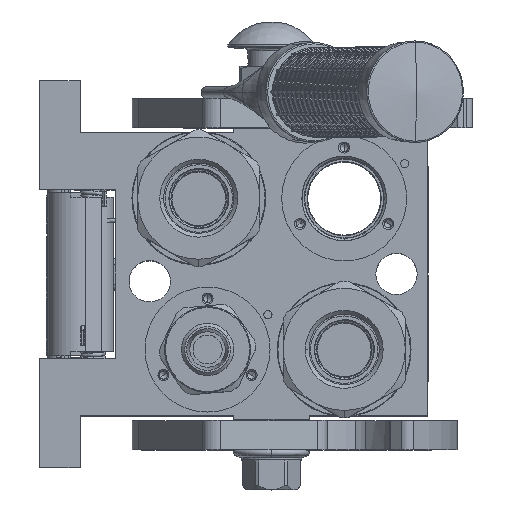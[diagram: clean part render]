
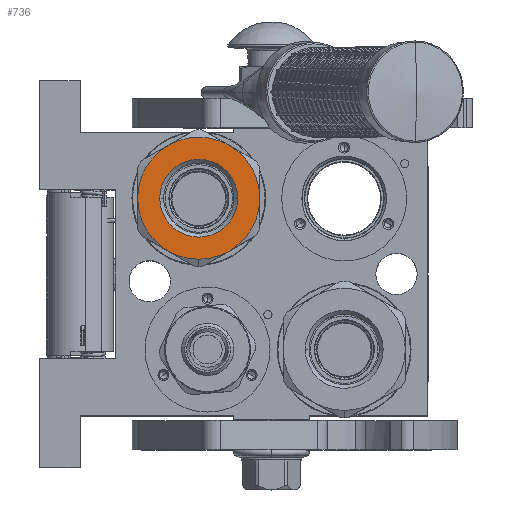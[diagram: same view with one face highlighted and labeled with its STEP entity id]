
A CAD part, top view. The second image highlights one B-rep face of the part: STEP entity #736.
In plain terms, the highlighted face is planar.
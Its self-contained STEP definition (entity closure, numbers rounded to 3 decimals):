
#300 = DIRECTION ( 'NONE',  ( -1., 0., 0. ) ) ;
#555 = DIRECTION ( 'NONE',  ( 0., -1., 0. ) ) ;
#736 = ADVANCED_FACE ( 'NONE', ( #64096, #53804 ), #189596, .F. ) ;
#5682 = EDGE_CURVE ( 'NONE', #164823, #139058, #188882, .T. ) ;
#10988 = AXIS2_PLACEMENT_3D ( 'NONE', #132489, #116567, #84244 ) ;
#11623 = DIRECTION ( 'NONE',  ( -1., 0., 0. ) ) ;
#13563 = DIRECTION ( 'NONE',  ( 1., 0., 0. ) ) ;
#14054 = DIRECTION ( 'NONE',  ( 0., 1., 0. ) ) ;
#21796 = EDGE_CURVE ( 'NONE', #170056, #80081, #27259, .T. ) ;
#27075 = ORIENTED_EDGE ( 'NONE', *, *, #138392, .T. ) ;
#27259 = CIRCLE ( 'NONE', #178478, 21. ) ;
#27847 = ORIENTED_EDGE ( 'NONE', *, *, #5682, .T. ) ;
#32493 = CARTESIAN_POINT ( 'NONE',  ( 100.6, 10.5, 18.187 ) ) ;
#34252 = AXIS2_PLACEMENT_3D ( 'NONE', #130095, #13563, #146702 ) ;
#38901 = CIRCLE ( 'NONE', #10988, 21. ) ;
#39080 = EDGE_CURVE ( 'NONE', #80081, #139058, #74415, .T. ) ;
#41833 = CARTESIAN_POINT ( 'NONE',  ( 100.6, -21., 0. ) ) ;
#43953 = CARTESIAN_POINT ( 'NONE',  ( 100.6, 0., 0. ) ) ;
#44721 = CARTESIAN_POINT ( 'NONE',  ( 100.6, 0., 0. ) ) ;
#45887 = CIRCLE ( 'NONE', #132485, 21. ) ;
#48725 = EDGE_LOOP ( 'NONE', ( #60326, #120985 ) ) ;
#49831 = CARTESIAN_POINT ( 'NONE',  ( 100.6, 0., 0. ) ) ;
#51430 = CARTESIAN_POINT ( 'NONE',  ( 100.6, -10.5, 18.187 ) ) ;
#51533 = ORIENTED_EDGE ( 'NONE', *, *, #56755, .T. ) ;
#53804 = FACE_BOUND ( 'NONE', #48725, .T. ) ;
#56755 = EDGE_CURVE ( 'NONE', #84082, #164823, #45887, .T. ) ;
#60096 = ORIENTED_EDGE ( 'NONE', *, *, #21796, .F. ) ;
#60326 = ORIENTED_EDGE ( 'NONE', *, *, #152643, .T. ) ;
#61119 = VERTEX_POINT ( 'NONE', #202186 ) ;
#64096 = FACE_OUTER_BOUND ( 'NONE', #180675, .T. ) ;
#67452 = CARTESIAN_POINT ( 'NONE',  ( 100.6, 21., 0. ) ) ;
#74415 = CIRCLE ( 'NONE', #202737, 21. ) ;
#76355 = DIRECTION ( 'NONE',  ( 0., 1., 0. ) ) ;
#78057 = CARTESIAN_POINT ( 'NONE',  ( 100.6, 0., 0. ) ) ;
#78137 = CARTESIAN_POINT ( 'NONE',  ( 100.6, 10.5, -18.187 ) ) ;
#80081 = VERTEX_POINT ( 'NONE', #67452 ) ;
#82104 = ORIENTED_EDGE ( 'NONE', *, *, #211271, .T. ) ;
#83782 = ORIENTED_EDGE ( 'NONE', *, *, #138101, .T. ) ;
#84082 = VERTEX_POINT ( 'NONE', #41833 ) ;
#84244 = DIRECTION ( 'NONE',  ( 0., 0.5, 0.866 ) ) ;
#92894 = DIRECTION ( 'NONE',  ( 0., 0., 1. ) ) ;
#101115 = DIRECTION ( 'NONE',  ( 1., 0., 0. ) ) ;
#107313 = CARTESIAN_POINT ( 'NONE',  ( 100.6, 0., 0. ) ) ;
#109545 = DIRECTION ( 'NONE',  ( 1., 0., 0. ) ) ;
#114810 = DIRECTION ( 'NONE',  ( 0., 0.5, 0.866 ) ) ;
#116567 = DIRECTION ( 'NONE',  ( 1., 0., 0. ) ) ;
#120985 = ORIENTED_EDGE ( 'NONE', *, *, #180121, .T. ) ;
#126301 = DIRECTION ( 'NONE',  ( -1., 0., 0. ) ) ;
#129297 = CIRCLE ( 'NONE', #197800, 13.4 ) ;
#130095 = CARTESIAN_POINT ( 'NONE',  ( 100.6, 0., 0. ) ) ;
#130516 = DIRECTION ( 'NONE',  ( 0., 0.5, 0.866 ) ) ;
#132485 = AXIS2_PLACEMENT_3D ( 'NONE', #107313, #206749, #174373 ) ;
#132489 = CARTESIAN_POINT ( 'NONE',  ( 100.6, 0., 0. ) ) ;
#135409 = CIRCLE ( 'NONE', #135454, 21. ) ;
#135454 = AXIS2_PLACEMENT_3D ( 'NONE', #181209, #101115, #114810 ) ;
#138101 = EDGE_CURVE ( 'NONE', #191079, #84082, #144663, .T. ) ;
#138392 = EDGE_CURVE ( 'NONE', #208846, #191079, #38901, .T. ) ;
#139058 = VERTEX_POINT ( 'NONE', #78137 ) ;
#144663 = CIRCLE ( 'NONE', #195889, 21. ) ;
#145814 = VERTEX_POINT ( 'NONE', #184654 ) ;
#146702 = DIRECTION ( 'NONE',  ( 0., -0.5, -0.866 ) ) ;
#151879 = AXIS2_PLACEMENT_3D ( 'NONE', #78057, #126301, #14054 ) ;
#152643 = EDGE_CURVE ( 'NONE', #61119, #145814, #129297, .T. ) ;
#158507 = DIRECTION ( 'NONE',  ( -1., 0., 0. ) ) ;
#164823 = VERTEX_POINT ( 'NONE', #178909 ) ;
#169459 = CARTESIAN_POINT ( 'NONE',  ( 100.6, 0., 21. ) ) ;
#170056 = VERTEX_POINT ( 'NONE', #32493 ) ;
#174373 = DIRECTION ( 'NONE',  ( 0., -1., 0. ) ) ;
#175185 = DIRECTION ( 'NONE',  ( 0., -0.5, 0.866 ) ) ;
#176522 = CARTESIAN_POINT ( 'NONE',  ( 100.6, 0., 0. ) ) ;
#176886 = CIRCLE ( 'NONE', #151879, 13.4 ) ;
#177156 = AXIS2_PLACEMENT_3D ( 'NONE', #43953, #11623, #92894 ) ;
#178281 = ORIENTED_EDGE ( 'NONE', *, *, #39080, .F. ) ;
#178478 = AXIS2_PLACEMENT_3D ( 'NONE', #49831, #300, #130516 ) ;
#178909 = CARTESIAN_POINT ( 'NONE',  ( 100.6, -10.5, -18.187 ) ) ;
#179149 = CARTESIAN_POINT ( 'NONE',  ( 100.6, 0., 0. ) ) ;
#180121 = EDGE_CURVE ( 'NONE', #145814, #61119, #176886, .T. ) ;
#180675 = EDGE_LOOP ( 'NONE', ( #83782, #51533, #27847, #178281, #60096, #82104, #27075 ) ) ;
#181209 = CARTESIAN_POINT ( 'NONE',  ( 100.6, 0., 0. ) ) ;
#184654 = CARTESIAN_POINT ( 'NONE',  ( 100.6, 13.4, 0. ) ) ;
#188882 = CIRCLE ( 'NONE', #34252, 21. ) ;
#189596 = PLANE ( 'NONE',  #177156 ) ;
#191079 = VERTEX_POINT ( 'NONE', #51430 ) ;
#195889 = AXIS2_PLACEMENT_3D ( 'NONE', #44721, #109545, #175185 ) ;
#197800 = AXIS2_PLACEMENT_3D ( 'NONE', #179149, #211485, #555 ) ;
#202186 = CARTESIAN_POINT ( 'NONE',  ( 100.6, -13.4, 0. ) ) ;
#202737 = AXIS2_PLACEMENT_3D ( 'NONE', #176522, #158507, #76355 ) ;
#206749 = DIRECTION ( 'NONE',  ( 1., 0., 0. ) ) ;
#208846 = VERTEX_POINT ( 'NONE', #169459 ) ;
#211271 = EDGE_CURVE ( 'NONE', #170056, #208846, #135409, .T. ) ;
#211485 = DIRECTION ( 'NONE',  ( -1., 0., 0. ) ) ;
